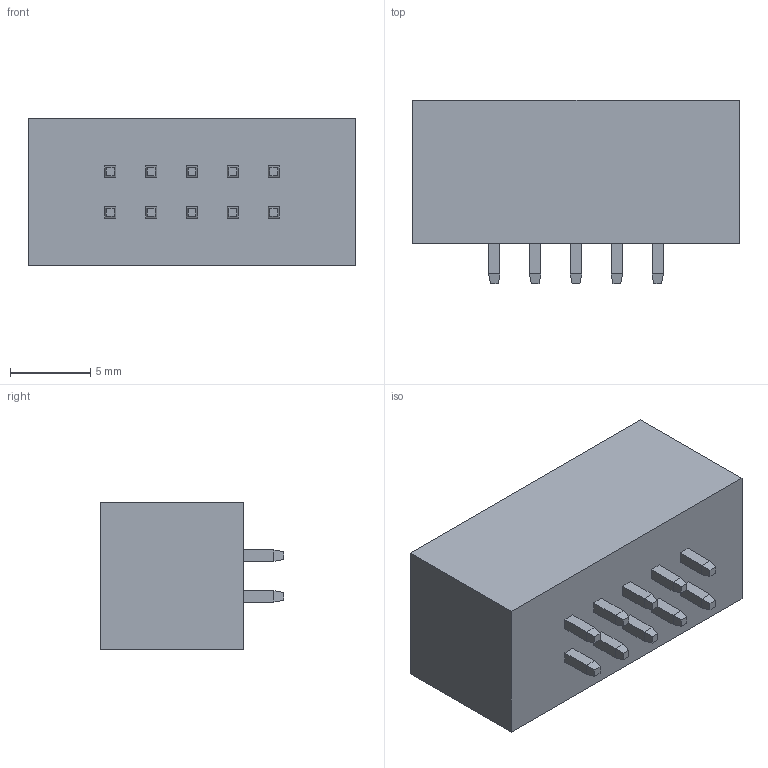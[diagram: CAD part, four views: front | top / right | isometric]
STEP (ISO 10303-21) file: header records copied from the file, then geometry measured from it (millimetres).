
FILE_DESCRIPTION (( 'STEP AP214' ), '1' );
FILE_NAME ('idc10.STEP', '2022-02-07T23:13:12', ( '' ), ( '' ), 'SwSTEP 2.0', 'SolidWorks 2019', '' );
FILE_SCHEMA (( 'AUTOMOTIVE_DESIGN' ));
Length unit declared in the file: millimetre
Products named in the file (1): idc10
Bounding box: 20.32 x 11.4 x 9.2 mm (x, y, z)
Volume: 590.6 mm3; surface area: 1472.8 mm2
Topology: 1 solids, 1 shells, 194 faces, 436 edges, 264 vertices
Faces by surface type: plane 194
Entity records: 7194 total; most frequent: CARTESIAN_POINT 895, ORIENTED_EDGE 872, DIRECTION 826, LINE 436, VECTOR 436, EDGE_CURVE 436, VERTEX_POINT 264, EDGE_LOOP 214
